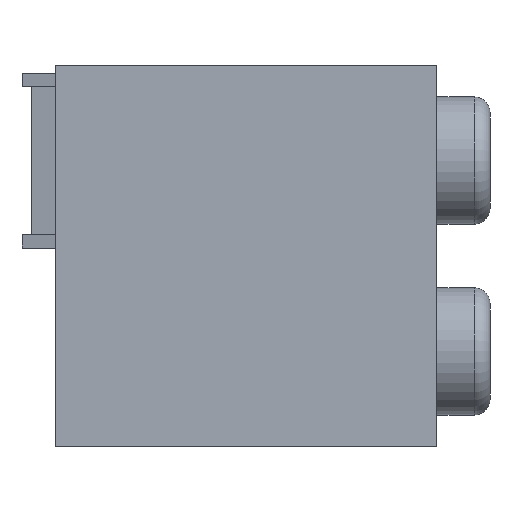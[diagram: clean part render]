
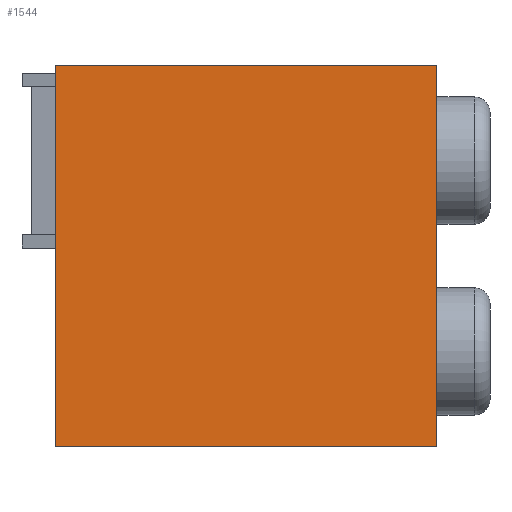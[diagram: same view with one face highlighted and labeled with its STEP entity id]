
A CAD part, front view. The second image highlights one B-rep face of the part: STEP entity #1544.
In plain terms, the highlighted planar face has unit normal (0, -1, 0).
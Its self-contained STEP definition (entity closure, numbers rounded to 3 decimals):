
#81=LINE('',#2467,#228);
#89=LINE('',#2481,#236);
#90=LINE('',#2483,#237);
#91=LINE('',#2485,#238);
#228=VECTOR('',#1901,1000.);
#236=VECTOR('',#1911,1000.);
#237=VECTOR('',#1912,1000.);
#238=VECTOR('',#1913,1000.);
#337=PLANE('',#1672);
#532=ORIENTED_EDGE('',*,*,#931,.T.);
#533=ORIENTED_EDGE('',*,*,#932,.F.);
#534=ORIENTED_EDGE('',*,*,#933,.F.);
#535=ORIENTED_EDGE('',*,*,#923,.T.);
#923=EDGE_CURVE('',#1121,#1120,#81,.T.);
#931=EDGE_CURVE('',#1120,#1126,#89,.T.);
#932=EDGE_CURVE('',#1127,#1126,#90,.T.);
#933=EDGE_CURVE('',#1121,#1127,#91,.T.);
#1120=VERTEX_POINT('',#2466);
#1121=VERTEX_POINT('',#2468);
#1126=VERTEX_POINT('',#2482);
#1127=VERTEX_POINT('',#2484);
#1237=EDGE_LOOP('',(#532,#533,#534,#535));
#1387=FACE_BOUND('',#1237,.T.);
#1544=ADVANCED_FACE('',(#1387),#337,.F.);
#1672=AXIS2_PLACEMENT_3D('',#2480,#1909,#1910);
#1901=DIRECTION('',(0.,0.,-1.));
#1909=DIRECTION('',(0.,1.,0.));
#1910=DIRECTION('',(0.,0.,1.));
#1911=DIRECTION('',(1.,0.,0.));
#1912=DIRECTION('',(0.,0.,-1.));
#1913=DIRECTION('',(1.,0.,0.));
#2466=CARTESIAN_POINT('',(-18.,0.,-18.));
#2467=CARTESIAN_POINT('',(-18.,0.,18.));
#2468=CARTESIAN_POINT('',(-18.,0.,18.));
#2480=CARTESIAN_POINT('',(-18.,0.,18.));
#2481=CARTESIAN_POINT('',(-18.,0.,-18.));
#2482=CARTESIAN_POINT('',(18.,0.,-18.));
#2483=CARTESIAN_POINT('',(18.,0.,18.));
#2484=CARTESIAN_POINT('',(18.,0.,18.));
#2485=CARTESIAN_POINT('',(-18.,0.,18.));
